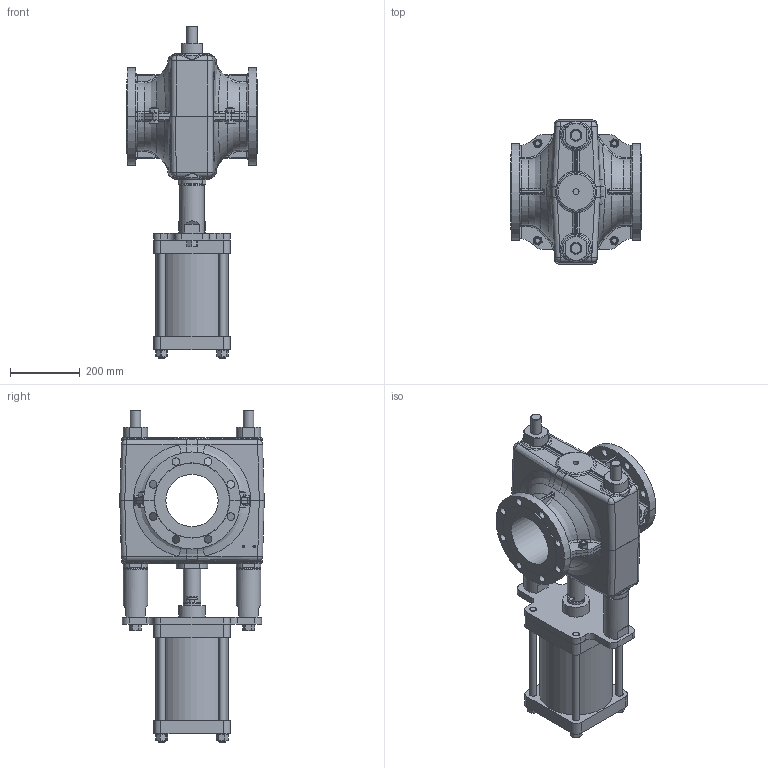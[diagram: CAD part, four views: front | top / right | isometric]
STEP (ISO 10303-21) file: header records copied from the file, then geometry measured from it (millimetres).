
FILE_DESCRIPTION((''),'2;1');
FILE_NAME('PINCH 150A.stp','2014-04-15T21:27:52',('Administrator'),(''),'Autodesk Inventor 2009','Autodesk Inventor 2009','');
FILE_SCHEMA(('AUTOMOTIVE_DESIGN { 1 0 10303 214 1 1 1 1 }'));
Length unit declared in the file: millimetre
Products named in the file (24): 150A-140415; BODY- BOTTOM; sleeve-150A; BAR-1; BOTTOM POST BUSH; BAR-2-ACTOIN-150; POST-15-A; fix plate-2; SHAFT-150A; m6-45-65; BODY; TOP POST BUSH; TOP BUSH-150A; bolt-m16; 16nut-80; ADJUST-150A; PLATE -CYLINDER; cy-bo-200; kcl200 cylinder pipe; piston-150A; top cover kcl200; POST ACTUATOR-150; m20; ACTUATOR SHAFT-200
Assembly tree (51 placements, depth 2):
  150A-140415
    BODY- BOTTOM
    sleeve-150A
    BAR-1
    BOTTOM POST BUSH  x2
    BAR-2-ACTOIN-150
    POST-15-A  x2
    fix plate-2  x4
    SHAFT-150A
    m6-45-65  x8
    BODY
    TOP POST BUSH  x2
    TOP BUSH-150A
    bolt-m16  x4
    16nut-80  x4
    ADJUST-150A  x2
    PLATE -CYLINDER
    cy-bo-200
    kcl200 cylinder pipe
    piston-150A
    top cover kcl200
    POST ACTUATOR-150  x4
    m20  x6
    ACTUATOR SHAFT-200
Bounding box: 375 x 415 x 954 mm (x, y, z)
Volume: 20542793 mm3; surface area: 3287209.7 mm2
Topology: 51 solids, 51 shells, 1507 faces, 3611 edges, 2252 vertices
Faces by surface type: plane 626, bspline 341, cylinder 321, cone 167, torus 44, sphere 8
Full cylindrical faces by diameter (mm): 5.8 x8, 16 x6, 18 x4, 19.3 x4, 19.5 x4, 20 x6, 22 x8, 30 x8, 31 x2, 44 x4, 45 x1, 46 x4, 50 x10, 53 x1, 56 x1, 68 x1, 70 x2, 71 x1, 75 x1, 77 x1, 80 x1, 100 x1, 150 x1, 174 x1, 185 x2, 198 x3, 200 x3, 210 x3, 215 x2
Entity records: 43521 total; most frequent: CARTESIAN_POINT 21509, ORIENTED_EDGE 4316, DIRECTION 4238, EDGE_CURVE 2158, AXIS2_PLACEMENT_3D 1740, VERTEX_POINT 1423, EDGE_LOOP 1347, FACE_OUTER_BOUND 1002
